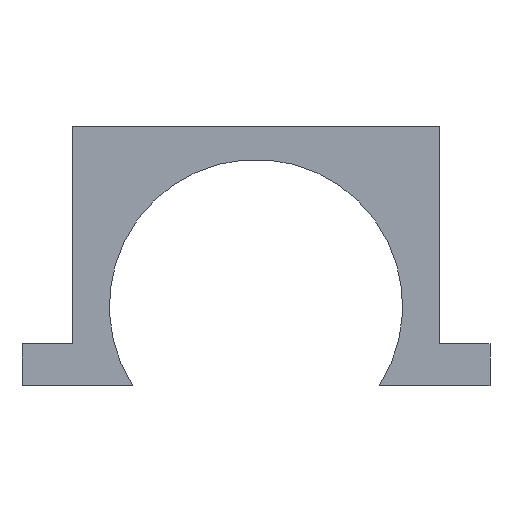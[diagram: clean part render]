
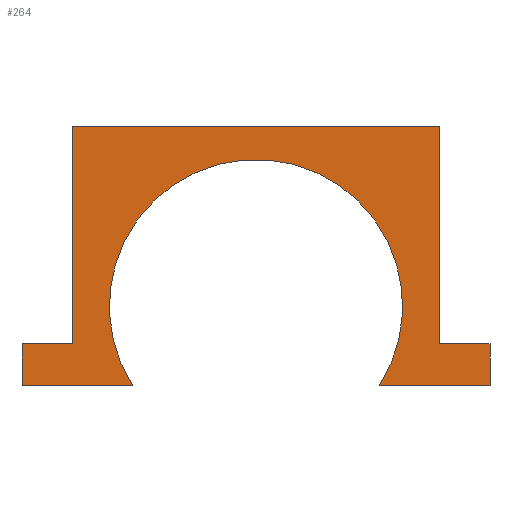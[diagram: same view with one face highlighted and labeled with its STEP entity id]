
A CAD part, left-side view. The second image highlights one B-rep face of the part: STEP entity #264.
In plain terms, the highlighted planar face has unit normal (-1, 0, 0).
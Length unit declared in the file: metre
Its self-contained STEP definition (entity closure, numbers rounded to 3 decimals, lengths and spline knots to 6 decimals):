
#21=PLANE('',#297);
#26=LINE('',#386,#54);
#29=LINE('',#392,#57);
#32=LINE('',#400,#60);
#35=LINE('',#406,#63);
#38=LINE('',#412,#66);
#41=LINE('',#418,#69);
#44=LINE('',#426,#72);
#47=LINE('',#432,#75);
#50=LINE('',#439,#78);
#54=VECTOR('',#316,1.);
#57=VECTOR('',#321,1.);
#60=VECTOR('',#328,1.);
#63=VECTOR('',#333,1.);
#66=VECTOR('',#338,1.);
#69=VECTOR('',#343,1.);
#72=VECTOR('',#350,1.);
#75=VECTOR('',#355,1.);
#78=VECTOR('',#362,1.);
#123=ORIENTED_EDGE('',*,*,#149,.T.);
#124=ORIENTED_EDGE('',*,*,#180,.F.);
#125=ORIENTED_EDGE('',*,*,#176,.T.);
#126=ORIENTED_EDGE('',*,*,#173,.T.);
#127=ORIENTED_EDGE('',*,*,#169,.T.);
#128=ORIENTED_EDGE('',*,*,#166,.T.);
#129=ORIENTED_EDGE('',*,*,#163,.T.);
#130=ORIENTED_EDGE('',*,*,#160,.T.);
#131=ORIENTED_EDGE('',*,*,#156,.T.);
#132=ORIENTED_EDGE('',*,*,#153,.F.);
#149=EDGE_CURVE('',#184,#183,#206,.T.);
#153=EDGE_CURVE('',#184,#187,#26,.T.);
#156=EDGE_CURVE('',#189,#187,#29,.T.);
#160=EDGE_CURVE('',#192,#189,#32,.T.);
#163=EDGE_CURVE('',#194,#192,#35,.T.);
#166=EDGE_CURVE('',#196,#194,#38,.T.);
#169=EDGE_CURVE('',#198,#196,#41,.T.);
#173=EDGE_CURVE('',#201,#198,#44,.T.);
#176=EDGE_CURVE('',#203,#201,#47,.T.);
#180=EDGE_CURVE('',#203,#183,#50,.T.);
#183=VERTEX_POINT('',#377);
#184=VERTEX_POINT('',#379);
#187=VERTEX_POINT('',#387);
#189=VERTEX_POINT('',#393);
#192=VERTEX_POINT('',#401);
#194=VERTEX_POINT('',#407);
#196=VERTEX_POINT('',#413);
#198=VERTEX_POINT('',#419);
#201=VERTEX_POINT('',#427);
#203=VERTEX_POINT('',#433);
#206=CIRCLE('',#283,0.01755);
#225=EDGE_LOOP('',(#123,#124,#125,#126,#127,#128,#129,#130,#131,#132));
#245=FACE_BOUND('',#225,.T.);
#264=ADVANCED_FACE('',(#245),#21,.F.);
#283=AXIS2_PLACEMENT_3D('',#378,#308,#309);
#297=AXIS2_PLACEMENT_3D('',#440,#363,#364);
#308=DIRECTION('',(1.,0.,0.));
#309=DIRECTION('',(0.,0.,-1.));
#316=DIRECTION('',(0.,1.,0.));
#321=DIRECTION('',(0.,0.,-1.));
#328=DIRECTION('',(0.,1.,0.));
#333=DIRECTION('',(0.,0.,-1.));
#338=DIRECTION('',(0.,1.,0.));
#343=DIRECTION('',(0.,0.,1.));
#350=DIRECTION('',(0.,1.,0.));
#355=DIRECTION('',(0.,0.,1.));
#362=DIRECTION('',(0.,1.,0.));
#363=DIRECTION('',(1.,0.,0.));
#364=DIRECTION('',(0.,1.,0.));
#377=CARTESIAN_POINT('',(0.061899,-0.014756,-0.0095));
#378=CARTESIAN_POINT('',(0.061899,0.,0.));
#379=CARTESIAN_POINT('',(0.061899,0.014756,-0.0095));
#386=CARTESIAN_POINT('',(0.061899,0.021378,-0.0095));
#387=CARTESIAN_POINT('',(0.061899,0.028,-0.0095));
#392=CARTESIAN_POINT('',(0.061899,0.028,-0.007));
#393=CARTESIAN_POINT('',(0.061899,0.028,-0.0045));
#400=CARTESIAN_POINT('',(0.061899,0.025,-0.0045));
#401=CARTESIAN_POINT('',(0.061899,0.022,-0.0045));
#406=CARTESIAN_POINT('',(0.061899,0.022,0.0085));
#407=CARTESIAN_POINT('',(0.061899,0.022,0.0215));
#412=CARTESIAN_POINT('',(0.061899,0.,0.0215));
#413=CARTESIAN_POINT('',(0.061899,-0.022,0.0215));
#418=CARTESIAN_POINT('',(0.061899,-0.022,0.0085));
#419=CARTESIAN_POINT('',(0.061899,-0.022,-0.0045));
#426=CARTESIAN_POINT('',(0.061899,-0.025,-0.0045));
#427=CARTESIAN_POINT('',(0.061899,-0.028,-0.0045));
#432=CARTESIAN_POINT('',(0.061899,-0.028,-0.007));
#433=CARTESIAN_POINT('',(0.061899,-0.028,-0.0095));
#439=CARTESIAN_POINT('',(0.061899,-0.021378,-0.0095));
#440=CARTESIAN_POINT('',(0.061899,0.,0.001975));
